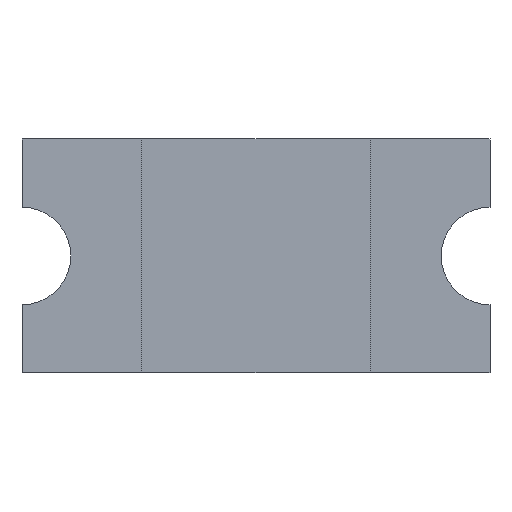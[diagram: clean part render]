
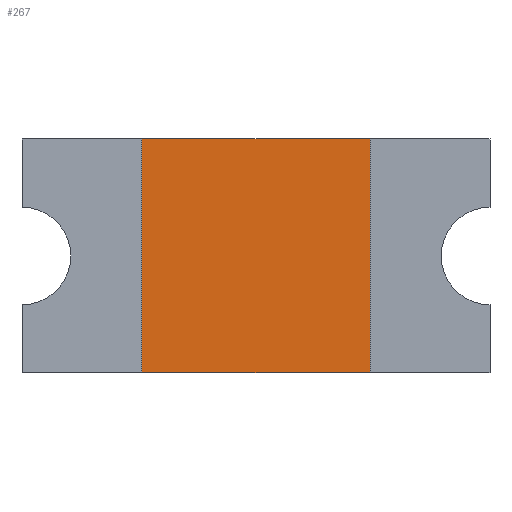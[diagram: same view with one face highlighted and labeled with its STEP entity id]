
A CAD part, front view. The second image highlights one B-rep face of the part: STEP entity #267.
In plain terms, the highlighted planar face has unit normal (0, -1, 0).
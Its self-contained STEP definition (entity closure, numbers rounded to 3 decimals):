
#15 = DIRECTION ( 'NONE',  ( 0., 0., 1. ) ) ;
#49 = VECTOR ( 'NONE', #745, 1000. ) ;
#74 = CARTESIAN_POINT ( 'NONE',  ( -0.41, 0.025, -0.42 ) ) ;
#97 = CARTESIAN_POINT ( 'NONE',  ( -0.41, 0.025, 0.42 ) ) ;
#104 = CARTESIAN_POINT ( 'NONE',  ( -0.41, 0.025, 0.42 ) ) ;
#113 = VERTEX_POINT ( 'NONE', #104 ) ;
#124 = DIRECTION ( 'NONE',  ( 0., 0., -1. ) ) ;
#140 = LINE ( 'NONE', #666, #486 ) ;
#164 = ORIENTED_EDGE ( 'NONE', *, *, #257, .T. ) ;
#223 = VERTEX_POINT ( 'NONE', #782 ) ;
#228 = LINE ( 'NONE', #97, #49 ) ;
#232 = EDGE_CURVE ( 'NONE', #284, #539, #793, .T. ) ;
#249 = CARTESIAN_POINT ( 'NONE',  ( -0.41, 0.025, 0.42 ) ) ;
#257 = EDGE_CURVE ( 'NONE', #113, #284, #326, .T. ) ;
#267 = ADVANCED_FACE ( 'NONE', ( #653 ), #639, .T. ) ;
#284 = VERTEX_POINT ( 'NONE', #74 ) ;
#311 = CARTESIAN_POINT ( 'NONE',  ( 0., 0.025, 0. ) ) ;
#318 = ORIENTED_EDGE ( 'NONE', *, *, #383, .T. ) ;
#326 = LINE ( 'NONE', #249, #691 ) ;
#383 = EDGE_CURVE ( 'NONE', #223, #113, #228, .T. ) ;
#386 = DIRECTION ( 'NONE',  ( 0., -1., 0. ) ) ;
#418 = VECTOR ( 'NONE', #438, 1000. ) ;
#438 = DIRECTION ( 'NONE',  ( 1., 0., 0. ) ) ;
#486 = VECTOR ( 'NONE', #15, 1000. ) ;
#496 = ORIENTED_EDGE ( 'NONE', *, *, #232, .T. ) ;
#510 = CARTESIAN_POINT ( 'NONE',  ( -0.41, 0.025, -0.42 ) ) ;
#518 = CARTESIAN_POINT ( 'NONE',  ( 0.41, 0.025, -0.42 ) ) ;
#539 = VERTEX_POINT ( 'NONE', #518 ) ;
#607 = AXIS2_PLACEMENT_3D ( 'NONE', #311, #386, #854 ) ;
#639 = PLANE ( 'NONE',  #607 ) ;
#653 = FACE_OUTER_BOUND ( 'NONE', #669, .T. ) ;
#659 = EDGE_CURVE ( 'NONE', #539, #223, #140, .T. ) ;
#663 = ORIENTED_EDGE ( 'NONE', *, *, #659, .T. ) ;
#666 = CARTESIAN_POINT ( 'NONE',  ( 0.41, 0.025, 0.42 ) ) ;
#669 = EDGE_LOOP ( 'NONE', ( #663, #318, #164, #496 ) ) ;
#691 = VECTOR ( 'NONE', #124, 1000. ) ;
#745 = DIRECTION ( 'NONE',  ( -1., 0., 0. ) ) ;
#782 = CARTESIAN_POINT ( 'NONE',  ( 0.41, 0.025, 0.42 ) ) ;
#793 = LINE ( 'NONE', #510, #418 ) ;
#854 = DIRECTION ( 'NONE',  ( 0., 0., -1. ) ) ;
